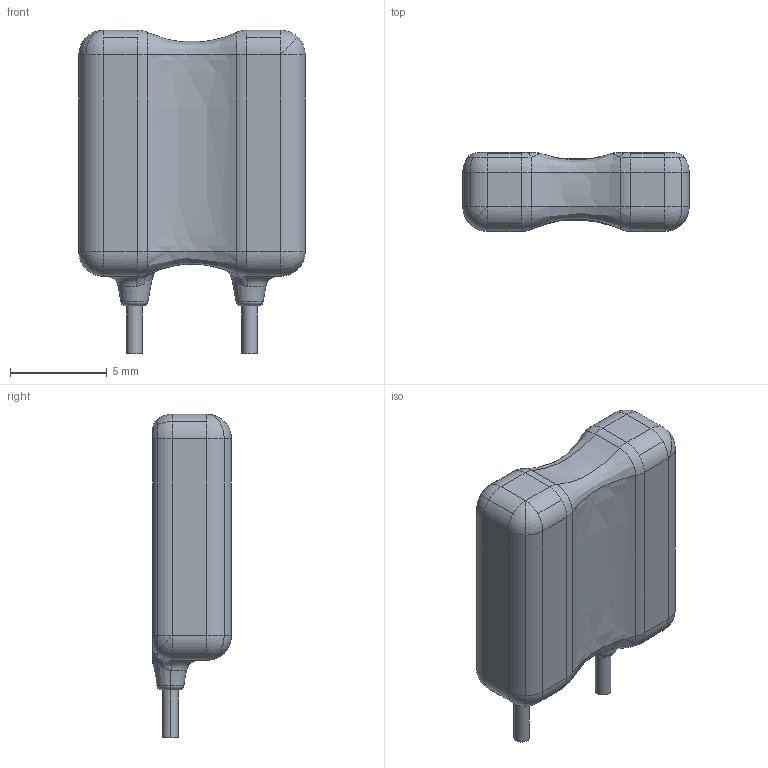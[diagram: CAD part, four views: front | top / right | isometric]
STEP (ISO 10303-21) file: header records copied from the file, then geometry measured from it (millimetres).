
FILE_DESCRIPTION (( 'STEP AP214' ), '1' );
FILE_NAME ('8EA93FA3-8DB8-46EC-9310-F590B8752317.STEP', '2023-04-24T04:42:16', ( '' ), ( '' ), 'SwSTEP 2.0', 'SolidWorks 2022', '' );
FILE_SCHEMA (( 'AUTOMOTIVE_DESIGN' ));
Length unit declared in the file: inch
Products named in the file (1): 8EA93FA3-8DB8-46EC-9310-F590B8752317
Bounding box: 11.68 x 4.06 x 16.7 mm (x, y, z)
Volume: 531.7 mm3; surface area: 458.9 mm2
Topology: 3 solids, 3 shells, 130 faces, 284 edges, 160 vertices
Faces by surface type: bspline 46, cylinder 42, sphere 16, plane 16, torus 6, cone 4
Entity records: 4631 total; most frequent: CARTESIAN_POINT 2066, ORIENTED_EDGE 568, DIRECTION 432, EDGE_CURVE 284, AXIS2_PLACEMENT_3D 185, VERTEX_POINT 160, FACE_OUTER_BOUND 130, ADVANCED_FACE 130
